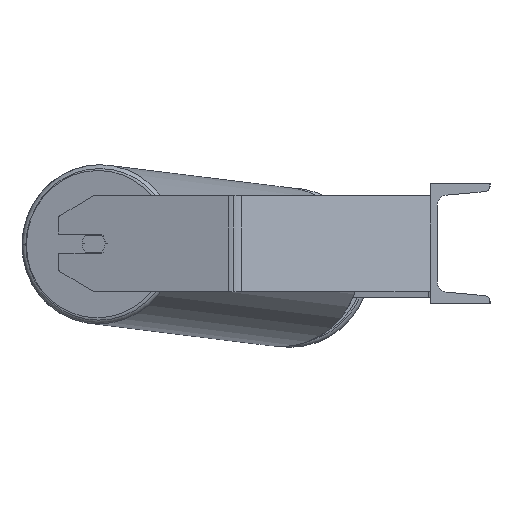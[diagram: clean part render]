
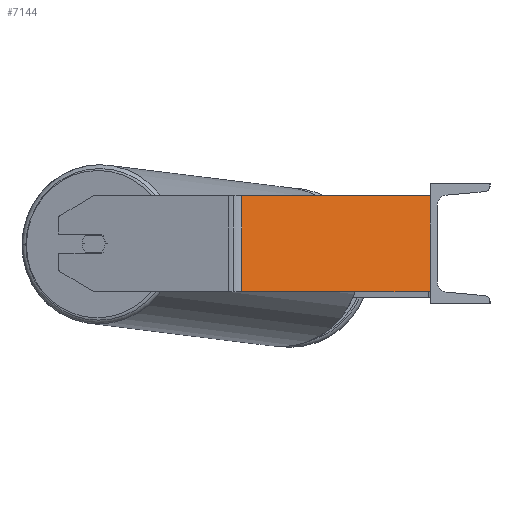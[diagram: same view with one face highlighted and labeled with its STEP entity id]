
A CAD part, left-side view. The second image highlights one B-rep face of the part: STEP entity #7144.
In plain terms, the highlighted planar face has unit normal (-0.906, -0.423, 0).
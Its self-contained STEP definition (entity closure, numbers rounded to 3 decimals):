
#55 = VECTOR ( 'NONE', #8416, 1000. ) ;
#207 = CARTESIAN_POINT ( 'NONE',  ( -885., 0., 40. ) ) ;
#255 = ORIENTED_EDGE ( 'NONE', *, *, #7453, .F. ) ;
#622 = CARTESIAN_POINT ( 'NONE',  ( -885., 0., 40. ) ) ;
#665 = CARTESIAN_POINT ( 'NONE',  ( -958.319, 157.234, 40. ) ) ;
#1326 = CARTESIAN_POINT ( 'NONE',  ( -958.319, 157.234, -40. ) ) ;
#1839 = EDGE_CURVE ( 'NONE', #7468, #3561, #6583, .T. ) ;
#1981 = VERTEX_POINT ( 'NONE', #207 ) ;
#2225 = CARTESIAN_POINT ( 'NONE',  ( -958.319, 157.234, 40. ) ) ;
#2729 = ORIENTED_EDGE ( 'NONE', *, *, #1839, .T. ) ;
#3068 = EDGE_CURVE ( 'NONE', #7468, #1981, #3669, .T. ) ;
#3166 = LINE ( 'NONE', #3663, #3851 ) ;
#3441 = VERTEX_POINT ( 'NONE', #7325 ) ;
#3561 = VERTEX_POINT ( 'NONE', #1326 ) ;
#3663 = CARTESIAN_POINT ( 'NONE',  ( -960.78, 162.512, -40. ) ) ;
#3669 = LINE ( 'NONE', #7937, #6457 ) ;
#3851 = VECTOR ( 'NONE', #6505, 1000. ) ;
#3855 = ORIENTED_EDGE ( 'NONE', *, *, #6987, .T. ) ;
#4044 = ORIENTED_EDGE ( 'NONE', *, *, #3068, .F. ) ;
#4449 = EDGE_LOOP ( 'NONE', ( #3855, #255, #4044, #2729 ) ) ;
#4987 = CARTESIAN_POINT ( 'NONE',  ( -960.78, 162.512, 40. ) ) ;
#5084 = DIRECTION ( 'NONE',  ( -0.423, 0.906, 0. ) ) ;
#5134 = FACE_OUTER_BOUND ( 'NONE', #4449, .T. ) ;
#5554 = LINE ( 'NONE', #622, #55 ) ;
#5798 = PLANE ( 'NONE',  #6240 ) ;
#6240 = AXIS2_PLACEMENT_3D ( 'NONE', #4987, #7824, #5084 ) ;
#6457 = VECTOR ( 'NONE', #7849, 1000. ) ;
#6505 = DIRECTION ( 'NONE',  ( 0.423, -0.906, 0. ) ) ;
#6583 = LINE ( 'NONE', #2225, #8229 ) ;
#6987 = EDGE_CURVE ( 'NONE', #3561, #3441, #3166, .T. ) ;
#7144 = ADVANCED_FACE ( 'NONE', ( #5134 ), #5798, .F. ) ;
#7325 = CARTESIAN_POINT ( 'NONE',  ( -885., 0., -40. ) ) ;
#7453 = EDGE_CURVE ( 'NONE', #1981, #3441, #5554, .T. ) ;
#7468 = VERTEX_POINT ( 'NONE', #665 ) ;
#7824 = DIRECTION ( 'NONE',  ( 0.906, 0.423, 0. ) ) ;
#7849 = DIRECTION ( 'NONE',  ( 0.423, -0.906, 0. ) ) ;
#7937 = CARTESIAN_POINT ( 'NONE',  ( -960.78, 162.512, 40. ) ) ;
#8229 = VECTOR ( 'NONE', #8692, 1000. ) ;
#8416 = DIRECTION ( 'NONE',  ( 0., 0., -1. ) ) ;
#8692 = DIRECTION ( 'NONE',  ( 0., 0., -1. ) ) ;
